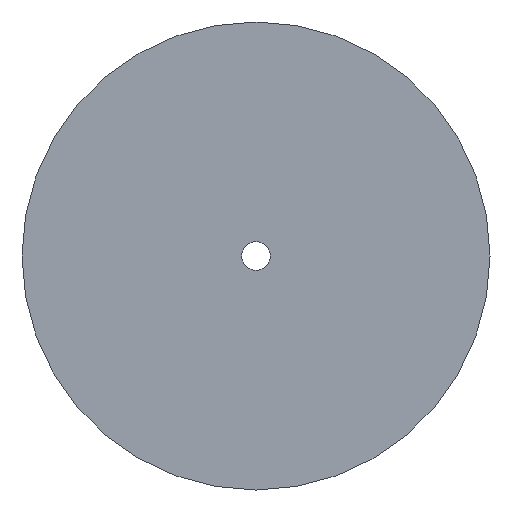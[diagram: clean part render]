
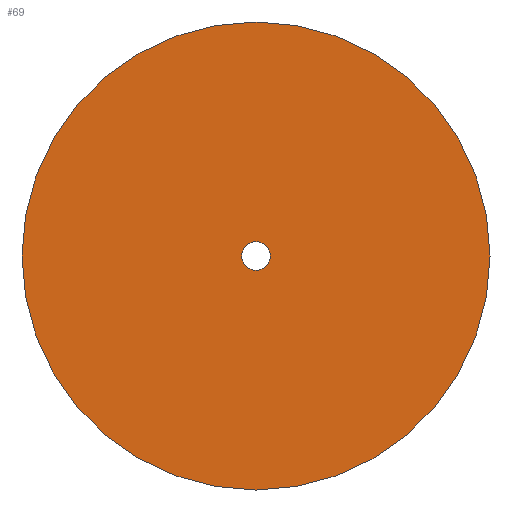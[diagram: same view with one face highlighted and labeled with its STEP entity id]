
A CAD part, front view. The second image highlights one B-rep face of the part: STEP entity #69.
In plain terms, the highlighted planar face has unit normal (0, -1, 0).
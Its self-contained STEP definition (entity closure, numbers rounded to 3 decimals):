
#20=FACE_BOUND('',#32,.T.);
#22=PLANE('',#100);
#26=FACE_OUTER_BOUND('',#31,.T.);
#31=EDGE_LOOP('',(#62));
#32=EDGE_LOOP('',(#63));
#37=CIRCLE('',#94,2.45);
#40=CIRCLE('',#98,40.);
#42=VERTEX_POINT('',#126);
#45=VERTEX_POINT('',#134);
#46=EDGE_CURVE('',#42,#42,#37,.T.);
#51=EDGE_CURVE('',#45,#45,#40,.T.);
#62=ORIENTED_EDGE('',*,*,#51,.F.);
#63=ORIENTED_EDGE('',*,*,#46,.T.);
#69=ADVANCED_FACE('',(#26,#20),#22,.F.);
#94=AXIS2_PLACEMENT_3D('',#127,#106,#107);
#98=AXIS2_PLACEMENT_3D('',#136,#116,#117);
#100=AXIS2_PLACEMENT_3D('',#138,#120,#121);
#106=DIRECTION('center_axis',(0.,1.,0.));
#107=DIRECTION('ref_axis',(-1.,0.,0.));
#116=DIRECTION('center_axis',(0.,1.,0.));
#117=DIRECTION('ref_axis',(-1.,0.,0.));
#120=DIRECTION('center_axis',(0.,1.,0.));
#121=DIRECTION('ref_axis',(0.,0.,1.));
#126=CARTESIAN_POINT('',(2.45,0.,0.));
#127=CARTESIAN_POINT('Origin',(0.,0.,0.));
#134=CARTESIAN_POINT('',(40.,0.,0.));
#136=CARTESIAN_POINT('Origin',(0.,0.,0.));
#138=CARTESIAN_POINT('Origin',(0.,0.,0.));
